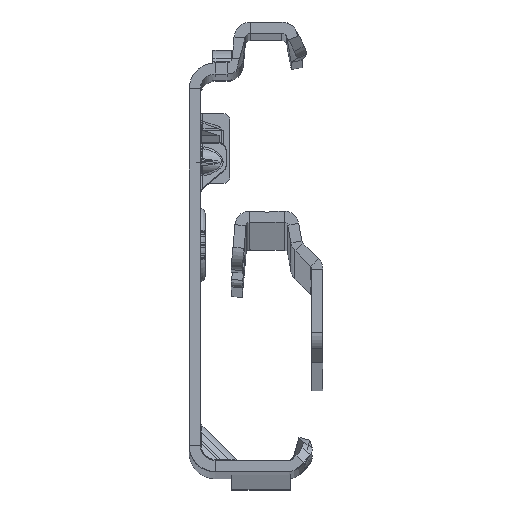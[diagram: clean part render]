
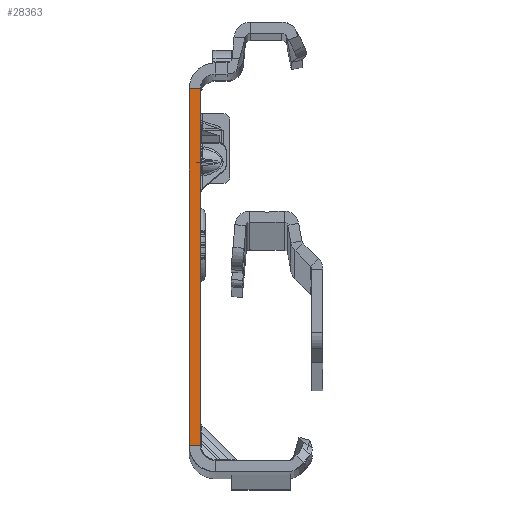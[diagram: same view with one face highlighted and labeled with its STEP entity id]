
A CAD part, top view. The second image highlights one B-rep face of the part: STEP entity #28363.
In plain terms, the highlighted planar face has unit normal (0, 0, 1).
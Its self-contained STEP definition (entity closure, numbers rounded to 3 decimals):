
#1113 = CARTESIAN_POINT ( 'NONE',  ( 0., 22.135, 0. ) ) ;
#1375 = LINE ( 'NONE', #17873, #2540 ) ;
#2540 = VECTOR ( 'NONE', #6786, 1000. ) ;
#2561 = CARTESIAN_POINT ( 'NONE',  ( 0., 22.135, 0. ) ) ;
#4216 = AXIS2_PLACEMENT_3D ( 'NONE', #20844, #37343, #21107 ) ;
#4502 = CARTESIAN_POINT ( 'NONE',  ( 0., -25.865, 0. ) ) ;
#4685 = CARTESIAN_POINT ( 'NONE',  ( -1.5, 22.135, 0. ) ) ;
#6786 = DIRECTION ( 'NONE',  ( 0., -1., 0. ) ) ;
#8305 = VERTEX_POINT ( 'NONE', #4685 ) ;
#9077 = LINE ( 'NONE', #4502, #22847 ) ;
#12510 = ORIENTED_EDGE ( 'NONE', *, *, #48160, .F. ) ;
#14970 = ORIENTED_EDGE ( 'NONE', *, *, #37840, .T. ) ;
#17873 = CARTESIAN_POINT ( 'NONE',  ( 0., -27.865, 0. ) ) ;
#20844 = CARTESIAN_POINT ( 'NONE',  ( -1.5, -27.865, 0. ) ) ;
#21107 = DIRECTION ( 'NONE',  ( 1., 0., 0. ) ) ;
#22847 = VECTOR ( 'NONE', #41264, 1000. ) ;
#23567 = DIRECTION ( 'NONE',  ( 0., -1., 0. ) ) ;
#24926 = LINE ( 'NONE', #1113, #32163 ) ;
#25451 = CARTESIAN_POINT ( 'NONE',  ( -1.5, -25.865, 0. ) ) ;
#26024 = ORIENTED_EDGE ( 'NONE', *, *, #42427, .F. ) ;
#28363 = ADVANCED_FACE ( 'NONE', ( #29505 ), #30318, .T. ) ;
#29505 = FACE_OUTER_BOUND ( 'NONE', #46000, .T. ) ;
#30318 = PLANE ( 'NONE',  #4216 ) ;
#31080 = ORIENTED_EDGE ( 'NONE', *, *, #53061, .T. ) ;
#32163 = VECTOR ( 'NONE', #37915, 1000. ) ;
#37343 = DIRECTION ( 'NONE',  ( 0., 0., 1. ) ) ;
#37840 = EDGE_CURVE ( 'NONE', #8305, #47987, #52489, .T. ) ;
#37915 = DIRECTION ( 'NONE',  ( -1., 0., 0. ) ) ;
#39253 = CARTESIAN_POINT ( 'NONE',  ( -1.5, -27.865, 0. ) ) ;
#39500 = VERTEX_POINT ( 'NONE', #2561 ) ;
#41264 = DIRECTION ( 'NONE',  ( -1., 0., 0. ) ) ;
#42427 = EDGE_CURVE ( 'NONE', #42702, #47987, #9077, .T. ) ;
#42702 = VERTEX_POINT ( 'NONE', #53137 ) ;
#42760 = VECTOR ( 'NONE', #23567, 1000. ) ;
#46000 = EDGE_LOOP ( 'NONE', ( #12510, #31080, #14970, #26024 ) ) ;
#47987 = VERTEX_POINT ( 'NONE', #25451 ) ;
#48160 = EDGE_CURVE ( 'NONE', #39500, #42702, #1375, .T. ) ;
#52489 = LINE ( 'NONE', #39253, #42760 ) ;
#53061 = EDGE_CURVE ( 'NONE', #39500, #8305, #24926, .T. ) ;
#53137 = CARTESIAN_POINT ( 'NONE',  ( 0., -25.865, 0. ) ) ;
